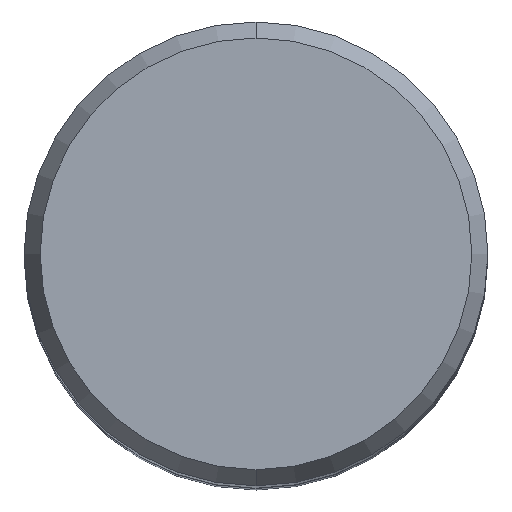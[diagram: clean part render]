
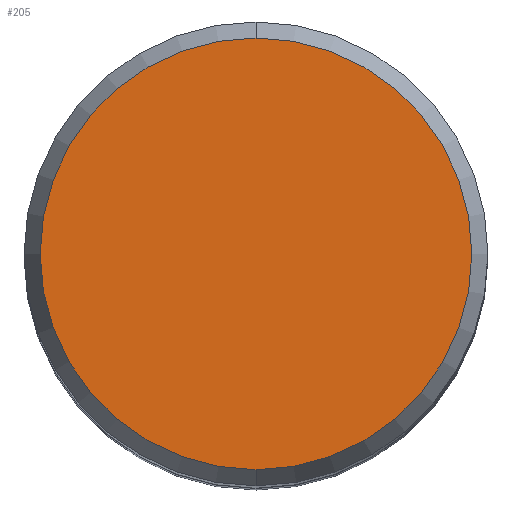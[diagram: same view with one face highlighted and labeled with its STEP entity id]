
A CAD part, top view. The second image highlights one B-rep face of the part: STEP entity #205.
In plain terms, the highlighted planar face has unit normal (0, 0, 1).
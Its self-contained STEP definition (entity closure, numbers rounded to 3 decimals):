
#205=ADVANCED_FACE('',(#564),#565,.T.);
#233=VERTEX_POINT('',#598);
#235=EDGE_CURVE('',#233,#449,#600,.T.);
#449=VERTEX_POINT('',#838);
#455=EDGE_CURVE('',#449,#233,#844,.T.);
#564=FACE_OUTER_BOUND('',#954,.T.);
#565=PLANE('',#955);
#598=CARTESIAN_POINT('',(0.,-9.307,0.0));
#600=CIRCLE('',#1065,9.307);
#838=CARTESIAN_POINT('',(0.0,9.307,0.0));
#844=CIRCLE('',#1640,9.307);
#954=EDGE_LOOP('',(#1824,#1825));
#955=AXIS2_PLACEMENT_3D('',#1826,#1827,#1828);
#1065=AXIS2_PLACEMENT_3D('',#1876,#1877,#1878);
#1640=AXIS2_PLACEMENT_3D('',#2161,#2162,#2163);
#1824=ORIENTED_EDGE('',*,*,#455,.F.);
#1825=ORIENTED_EDGE('',*,*,#235,.F.);
#1826=CARTESIAN_POINT('',(0.0,4.654,0.0));
#1827=DIRECTION('',(-0.0,0.0,1.0));
#1828=DIRECTION('',(0.0,-1.0,0.0));
#1876=CARTESIAN_POINT('',(0.0,0.0,0.0));
#1877=DIRECTION('',(0.0,0.0,-1.0));
#1878=DIRECTION('',(0.0,1.0,0.0));
#2161=CARTESIAN_POINT('',(0.0,0.0,0.0));
#2162=DIRECTION('',(0.0,0.0,-1.0));
#2163=DIRECTION('',(0.0,1.0,0.0));
